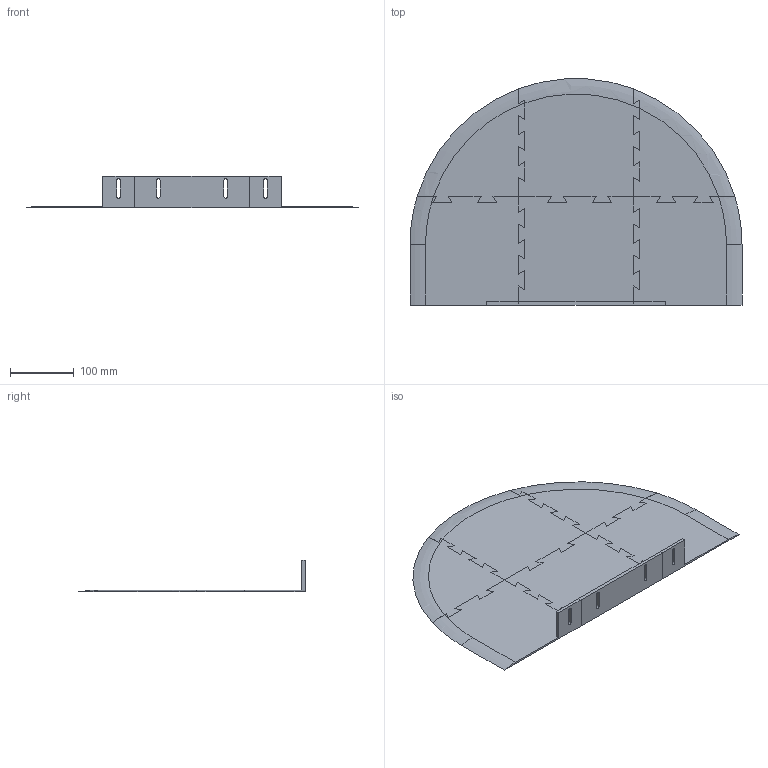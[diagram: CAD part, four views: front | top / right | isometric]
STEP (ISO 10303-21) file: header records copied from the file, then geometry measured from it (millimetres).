
FILE_DESCRIPTION(/* description */ (''),/* implementation_level */ '2;1');
FILE_NAME(/* name */ 'Prandaplaat v6.step',/* time_stamp */ '2023-05-20T23:15:41+03:00',/* author */ (''),/* organization */ (''),/* preprocessor_version */ 'ST-DEVELOPER v19.2',/* originating_system */ 'Autodesk Translation Framework v12.4.0.73',/* authorisation */ '');
FILE_SCHEMA (('AUTOMOTIVE_DESIGN { 1 0 10303 214 3 1 1 }'));
Length unit declared in the file: millimetre
Products named in the file (1): Pürandaplaat
Bounding box: 520 x 354.35 x 50 mm (x, y, z)
Volume: 505464.1 mm3; surface area: 351289.6 mm2
Topology: 6 solids, 6 shells, 204 faces, 576 edges, 384 vertices
Faces by surface type: plane 189, cylinder 10, torus 5
Entity records: 6601 total; most frequent: CARTESIAN_POINT 1257, ORIENTED_EDGE 1152, DIRECTION 1000, EDGE_CURVE 576, LINE 530, VECTOR 530, VERTEX_POINT 384, AXIS2_PLACEMENT_3D 235
